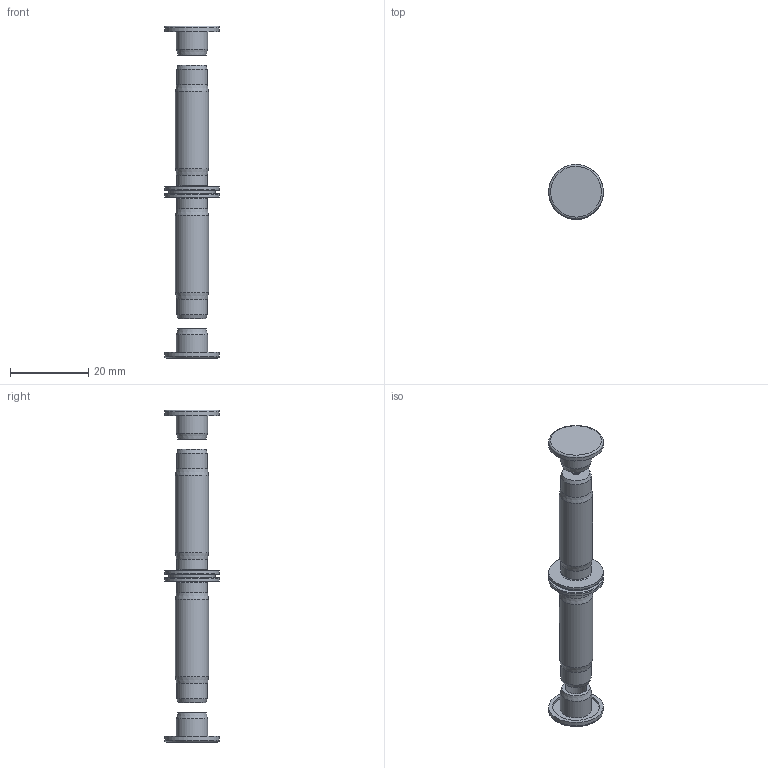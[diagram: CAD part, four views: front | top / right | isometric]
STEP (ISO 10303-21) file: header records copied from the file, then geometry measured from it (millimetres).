
FILE_DESCRIPTION(/* description */ ('KriTec Scharnier Al leicht, Bolzensatz D6'),/* implementation_level */ '2;1');
FILE_NAME(/* name */ '14518_KriTec_Scharnier_Al_leicht_Bolzensatz_D6.stp',/* time_stamp */ '2020-03-03T11:16:48+01:00',/* author */ ('jendrek'),/* organization */ (''),/* preprocessor_version */ 'ST-DEVELOPER v17',/* originating_system */ 'Autodesk Inventor 2018',/* authorisation */ '');
FILE_SCHEMA (('AUTOMOTIVE_DESIGN { 1 0 10303 214 3 1 1 }'));
Length unit declared in the file: millimetre
Products named in the file (5): 14518_KriTec_Scharnier_Al_leicht_Bolzensatz_D6; 14518-2; 14518-1; 14518-3; 14518-5
Assembly tree (6 placements, depth 2):
  14518_KriTec_Scharnier_Al_leicht_Bolzensatz_D6
    14518-1  x2
    14518-2
    14518-3  x2
    14518-5
Bounding box: 14 x 14 x 85 mm (x, y, z)
Volume: 4185.9 mm3; surface area: 6219.7 mm2
Topology: 6 solids, 6 shells, 61 faces, 101 edges, 62 vertices
Faces by surface type: cylinder 23, plane 22, cone 10, torus 6
Full cylindrical faces by diameter (mm): 2 x2, 5.6 x2, 6 x1, 6.2 x3, 7.9 x4, 8 x2, 8.5 x2, 11.8 x1, 12 x2, 14 x4
Entity records: 1062 total; most frequent: DIRECTION 184, CARTESIAN_POINT 135, ORIENTED_EDGE 110, AXIS2_PLACEMENT_3D 83, EDGE_CURVE 55, EDGE_LOOP 43, CIRCLE 37, FACE_OUTER_BOUND 34
